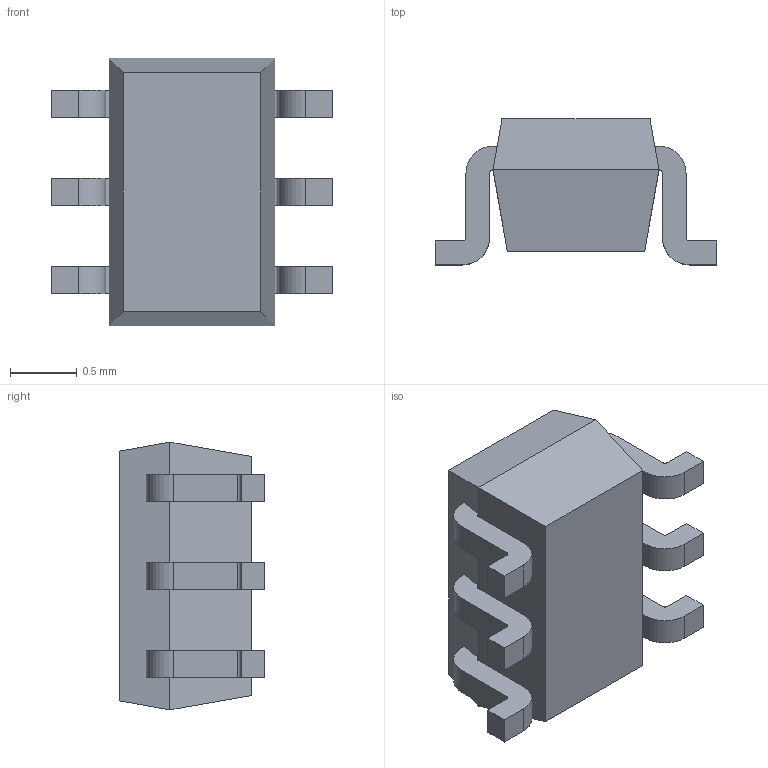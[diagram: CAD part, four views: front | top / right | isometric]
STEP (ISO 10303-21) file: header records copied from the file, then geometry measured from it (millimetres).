
FILE_DESCRIPTION (( 'STEP AP214' ), '1' );
FILE_NAME ('HN2D02FUTW1T1.STEP', '2021-09-20T23:11:37', ( '' ), ( '' ), 'SwSTEP 2.0', 'SolidWorks 2017', '' );
FILE_SCHEMA (( 'AUTOMOTIVE_DESIGN' ));
Length unit declared in the file: inch
Products named in the file (1): HN2D02FUTW1T1
Bounding box: 2.11 x 1.09 x 2.01 mm (x, y, z)
Volume: 2.6 mm3; surface area: 20.8 mm2
Topology: 14 solids, 14 shells, 173 faces, 428 edges, 284 vertices
Faces by surface type: plane 121, cylinder 52
Entity records: 5297 total; most frequent: CARTESIAN_POINT 886, DIRECTION 880, ORIENTED_EDGE 856, EDGE_CURVE 428, LINE 324, VECTOR 324, VERTEX_POINT 284, AXIS2_PLACEMENT_3D 278
